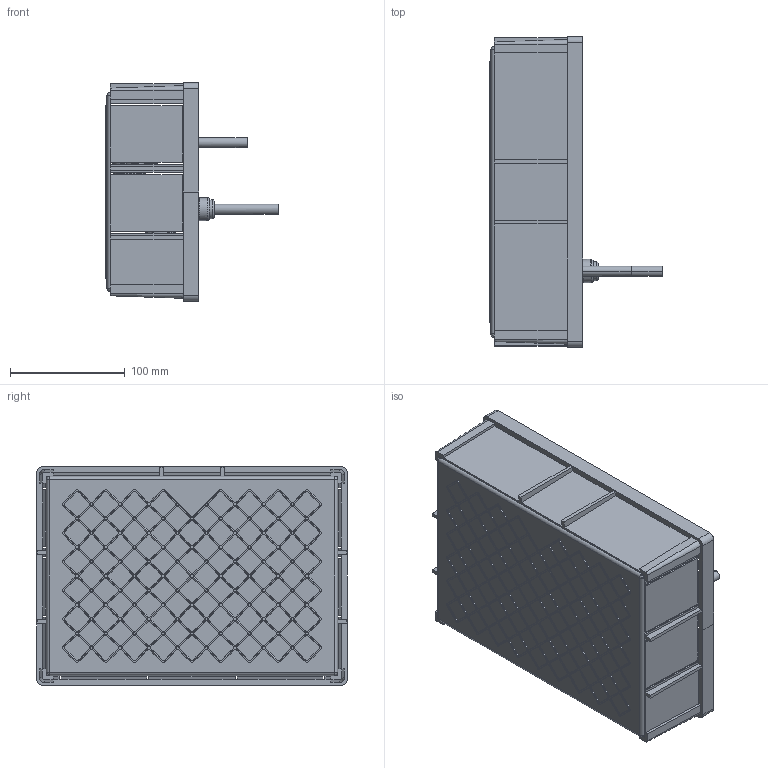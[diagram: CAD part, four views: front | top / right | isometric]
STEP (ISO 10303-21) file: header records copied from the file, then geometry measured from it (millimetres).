
FILE_DESCRIPTION(('CATIA V5 STEP Exchange','CAx-IF Rec.Pracs.--- Model Styling and Organization---1.4--- 2014-01-23','CAx-IF Rec.Pracs.---3D Tessellated Data Validation Properties---0.5---2014-09-14'),'2;1');
FILE_NAME('STEP_359420_-_TST.stp','2022-02-10T16:25:00+00:00',('none'),('none'),'CATIA Version 5-6 Release 2019 SP3','CATIA V5 STEP AP242 v1','none');
FILE_SCHEMA(('AP242_MANAGED_MODEL_BASED_3D_ENGINEERING_MIM_LF {1 0 10303 442 1 1 4}'));
Products named in the file (1): 359420 - TST
Bounding box: 150 x 270.14 x 190.14 mm (x, y, z)
Volume: 575294.8 mm3; surface area: 317951.1 mm2
Topology: 3 solids, 17 shells, 5161 faces, 12772 edges, 7533 vertices
Faces by surface type: cylinder 1736, bspline 1205, plane 1109, torus 781, cone 178, sphere 152
Entity records: 225962 total; most frequent: CARTESIAN_POINT 121506, ORIENTED_EDGE 25212, DIRECTION 14719, EDGE_CURVE 12606, VERTEX_POINT 7533, AXIS2_PLACEMENT_3D 7328, EDGE_LOOP 5335, ADVANCED_FACE 5161
